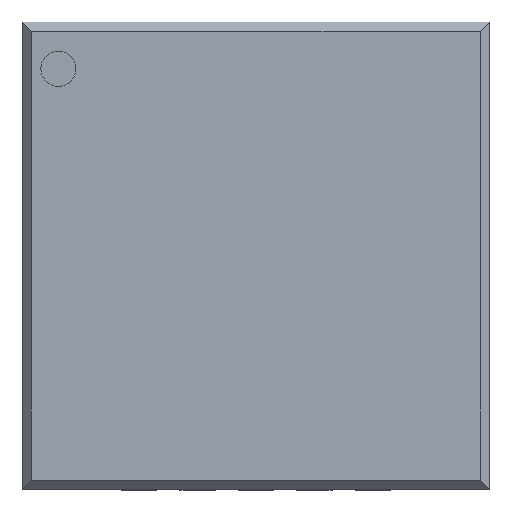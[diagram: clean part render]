
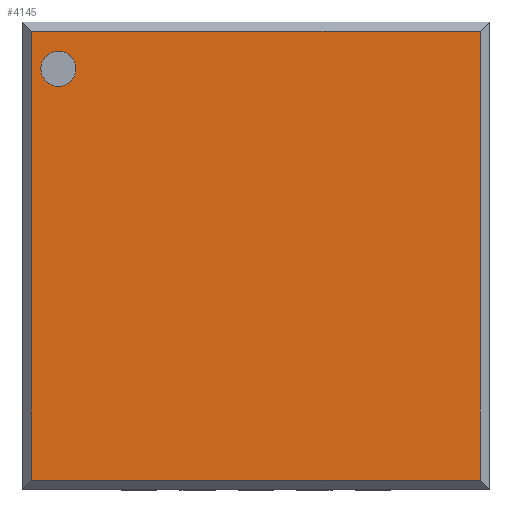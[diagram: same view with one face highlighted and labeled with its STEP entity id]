
A CAD part, top view. The second image highlights one B-rep face of the part: STEP entity #4145.
In plain terms, the highlighted planar face has unit normal (0, 0, 1).
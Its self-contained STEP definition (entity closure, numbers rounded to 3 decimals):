
#13=FACE_BOUND('',#460,.T.);
#46=CIRCLE('',#4342,0.15);
#242=FACE_OUTER_BOUND('',#459,.T.);
#459=EDGE_LOOP('',(#3177,#3178,#3179,#3180));
#460=EDGE_LOOP('',(#3181));
#898=LINE('',#6349,#1411);
#902=LINE('',#6357,#1415);
#905=LINE('',#6363,#1418);
#909=LINE('',#6369,#1422);
#1411=VECTOR('',#5195,1.);
#1415=VECTOR('',#5201,1.);
#1418=VECTOR('',#5206,1.);
#1422=VECTOR('',#5212,1.);
#1711=VERTEX_POINT('',#6015);
#1841=VERTEX_POINT('',#6347);
#1842=VERTEX_POINT('',#6348);
#1845=VERTEX_POINT('',#6356);
#1847=VERTEX_POINT('',#6362);
#2153=EDGE_CURVE('',#1711,#1711,#46,.T.);
#2308=EDGE_CURVE('',#1841,#1842,#898,.T.);
#2312=EDGE_CURVE('',#1842,#1845,#902,.T.);
#2315=EDGE_CURVE('',#1845,#1847,#905,.T.);
#2319=EDGE_CURVE('',#1847,#1841,#909,.T.);
#3177=ORIENTED_EDGE('',*,*,#2308,.F.);
#3178=ORIENTED_EDGE('',*,*,#2319,.F.);
#3179=ORIENTED_EDGE('',*,*,#2315,.F.);
#3180=ORIENTED_EDGE('',*,*,#2312,.F.);
#3181=ORIENTED_EDGE('',*,*,#2153,.T.);
#3720=PLANE('',#4396);
#4145=ADVANCED_FACE('',(#242,#13),#3720,.T.);
#4342=AXIS2_PLACEMENT_3D('',#6016,#4944,#4945);
#4396=AXIS2_PLACEMENT_3D('',#6395,#5237,#5238);
#4944=DIRECTION('center_axis',(0.,0.,-1.));
#4945=DIRECTION('ref_axis',(1.,0.,0.));
#5195=DIRECTION('',(0.,-1.,0.));
#5201=DIRECTION('',(-1.,0.,0.));
#5206=DIRECTION('',(0.,1.,0.));
#5212=DIRECTION('',(1.,0.,0.));
#5237=DIRECTION('center_axis',(0.,0.,1.));
#5238=DIRECTION('ref_axis',(-1.,0.,0.));
#6015=CARTESIAN_POINT('',(-1.84,1.6,0.85));
#6016=CARTESIAN_POINT('Origin',(-1.69,1.6,0.85));
#6347=CARTESIAN_POINT('',(1.918,1.92,0.85));
#6348=CARTESIAN_POINT('',(1.918,-1.918,0.85));
#6349=CARTESIAN_POINT('',(1.918,0.001,0.85));
#6356=CARTESIAN_POINT('',(-1.92,-1.918,0.85));
#6357=CARTESIAN_POINT('',(-2.,-1.918,0.85));
#6362=CARTESIAN_POINT('',(-1.92,1.92,0.85));
#6363=CARTESIAN_POINT('',(-1.92,2.,0.85));
#6369=CARTESIAN_POINT('',(-0.001,1.92,0.85));
#6395=CARTESIAN_POINT('Origin',(-2.,2.,0.85));
